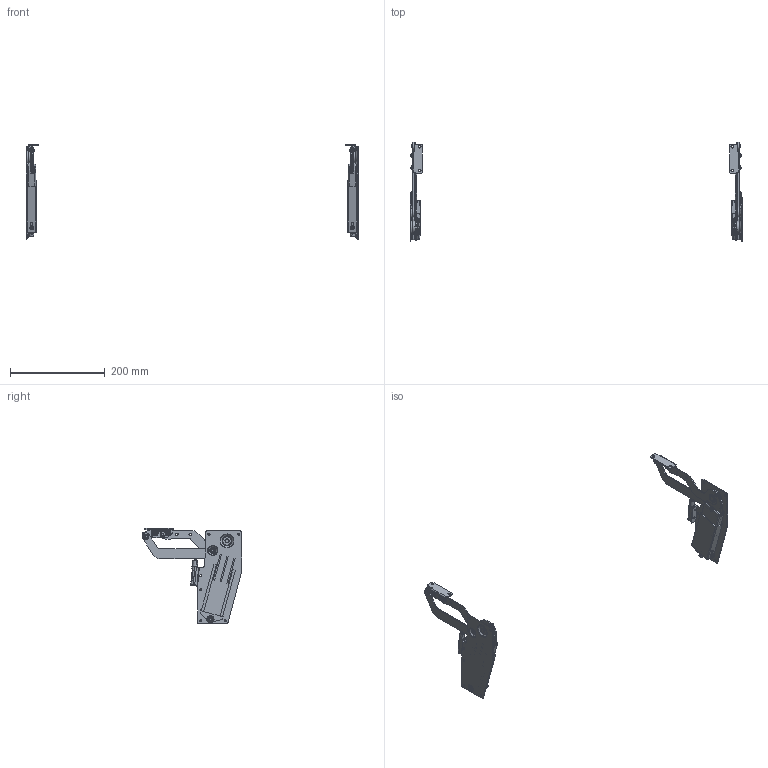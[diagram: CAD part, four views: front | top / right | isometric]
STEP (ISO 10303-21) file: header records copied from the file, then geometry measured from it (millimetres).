
FILE_DESCRIPTION (( 'STEP AP203' ), '1' );
FILE_NAME ('FD-72.STEP', '2019-12-11T07:53:36', ( '' ), ( '' ), 'SwSTEP 2.0', 'SolidWorks 2014', '' );
FILE_SCHEMA (( 'CONFIG_CONTROL_DESIGN' ));
Length unit declared in the file: millimetre
Products named in the file (40): FD-72_ブッシュD_; FD-72_軸ピンD_; FD-72_六角穴付きボルト_; FD-72_軸ピンA_; 暯嵗嬥_屇傃8乮冇8.5丒冇16丒t1.6乯; FD-72_取付金具A_; FA-72_嬌掅摢僱僕乮M4亊6乯_; FD-72_カラーA_; FD-72_ブッシュC_; FD-72_取付金具B__R金具; FD-72_バネ受けA_; FD-72_軸ピンB_; FD-72_薄平リベット_; FD-72_メインアーム_; FD-72_取付金具A__右仕様; FD-72_平座金_; FD-72_ポリスライダー__LL-7211-10; FD-72; FD-72_ケース_; FD-72_バネ受けB_; FD-72_(L-Assy)_; FD-72_僟儞僷乕A__斷暵埵抲; FD-72_取付金具B_; FD-72_樹脂カラー_; FD-72_ポリスライダー__LL-6114-05; FD-72_廫帤寠晅彫偹偠_撪宎婎弨ver1.02_M5亊10廫帤寠晅側傋彫偹偠(揝)僔儞僌儖僙儉僗(P1)媽JIS; FD-72_軸ピンD2_; FD-72_ベース板_; FD-72_リンクアーム_; FD-72_ベース板__ベース板R仕様; FD-72_ブッシュA_; FD-72_(R-Assy)_; FD-72_軸ピンC_; B-1099-16_B-1099-12; FD-72_ブッシュB_; BP-99-C-5; FD-72_十字穴付皿小ねじ_内径基準ver1.02_M3×6十字穴付皿小ねじ; FD-72_ダンパーケース_; FD-72_リンクピン_; FD-72_サブアーム_
Assembly tree (77 placements, depth 3):
  FD-72
    FD-72_(L-Assy)_
      FD-72_ベース板_
      FD-72_サブアーム_
      FD-72_リンクアーム_  x2
      FD-72_ケース_
      FD-72_取付金具A_
      FD-72_樹脂カラー_
      FD-72_軸ピンA_
      暯嵗嬥_屇傃8乮冇8.5丒冇16丒t1.6乯
      FD-72_軸ピンB_  x2
      FD-72_カラーA_
      FD-72_リンクピン_
      FD-72_薄平リベット_
      B-1099-16_B-1099-12
      FD-72_軸ピンC_
      FD-72_六角穴付きボルト_
      FD-72_平座金_
      FD-72_僟儞僷乕A__斷暵埵抲
      FD-72_ダンパーケース_
      FD-72_取付金具B_
      BP-99-C-5
      FD-72_バネ受けA_
      FD-72_バネ受けB_
      FD-72_メインアーム_
      FD-72_ポリスライダー__LL-7211-10  x2
      FD-72_ポリスライダー__LL-6114-05
      FD-72_ブッシュC_
      FD-72_ブッシュB_
      FD-72_ブッシュA_  x2
      FD-72_軸ピンD2_
      FA-72_嬌掅摢僱僕乮M4亊6乯_
      FD-72_十字穴付皿小ねじ_内径基準ver1.02_M3×6十字穴付皿小ねじ  x2
      FD-72_廫帤寠晅彫偹偠_撪宎婎弨ver1.02_M5亊10廫帤寠晅側傋彫偹偠(揝)僔儞僌儖僙儉僗(P1)媽JIS  x2
    FD-72_(R-Assy)_
      FD-72_ベース板__ベース板R仕様
      FD-72_サブアーム_
      FD-72_リンクアーム_  x2
      FD-72_ケース_
      FD-72_取付金具A__右仕様
      FD-72_樹脂カラー_
      FD-72_軸ピンA_
      暯嵗嬥_屇傃8乮冇8.5丒冇16丒t1.6乯
      FD-72_軸ピンB_  x2
      FD-72_カラーA_
      FD-72_リンクピン_
      FD-72_薄平リベット_
      B-1099-16_B-1099-12
      FD-72_軸ピンC_
      FD-72_六角穴付きボルト_
      FD-72_平座金_
      FD-72_僟儞僷乕A__斷暵埵抲
      FD-72_ダンパーケース_
      FD-72_軸ピンD_
      FD-72_取付金具B__R金具
      BP-99-C-5
      FD-72_バネ受けA_
      FD-72_バネ受けB_
      FD-72_メインアーム_
      FD-72_ポリスライダー__LL-7211-10  x2
Bounding box: 699.2 x 209.49 x 200.3 mm (x, y, z)
Volume: 225047.9 mm3; surface area: 243387.1 mm2
Topology: 77 solids, 77 shells, 1889 faces, 4665 edges, 3013 vertices
Faces by surface type: plane 811, cylinder 783, cone 191, torus 68, sphere 36
Entity records: 36007 total; most frequent: CARTESIAN_POINT 5918, DIRECTION 5577, ORIENTED_EDGE 4896, EDGE_CURVE 2448, AXIS2_PLACEMENT_3D 2171, VERTEX_POINT 1590, LINE 1235, VECTOR 1235
